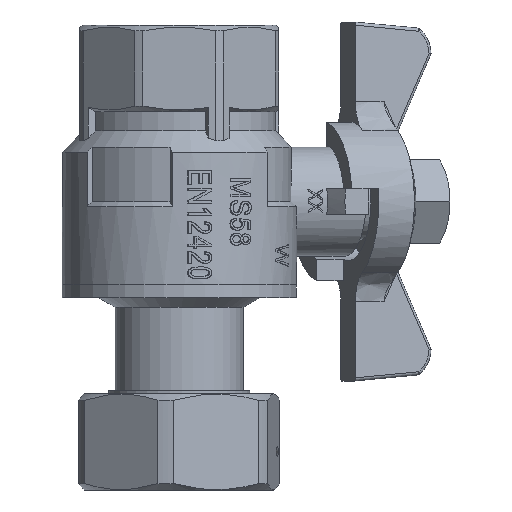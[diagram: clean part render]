
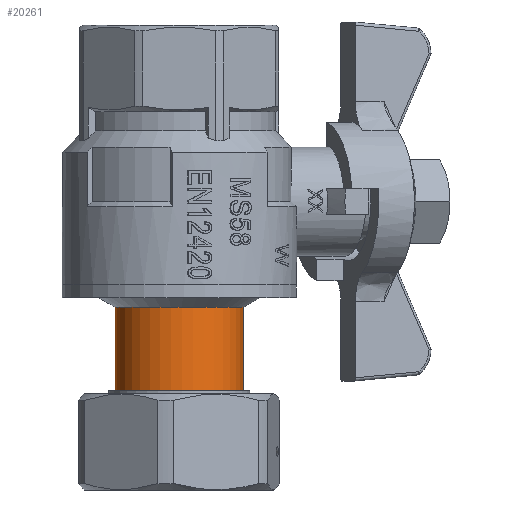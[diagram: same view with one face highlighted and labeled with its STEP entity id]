
A CAD part, left-side view. The second image highlights one B-rep face of the part: STEP entity #20261.
In plain terms, the highlighted cylindrical face has radius 10 mm (diameter 20 mm), a full revolution.
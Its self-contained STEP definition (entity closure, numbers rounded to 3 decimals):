
#1640=CYLINDRICAL_SURFACE('',#21971,10.);
#4490=ORIENTED_EDGE('',*,*,#10812,.T.);
#4491=ORIENTED_EDGE('',*,*,#10811,.F.);
#10811=EDGE_CURVE('',#16789,#16789,#13970,.T.);
#10812=EDGE_CURVE('',#16790,#16790,#13971,.F.);
#13970=CIRCLE('',#21970,10.);
#13971=CIRCLE('',#21972,10.);
#14411=EDGE_LOOP('',(#4490));
#14412=EDGE_LOOP('',(#4491));
#16789=VERTEX_POINT('',#32669);
#16790=VERTEX_POINT('',#32672);
#18954=FACE_BOUND('',#14411,.T.);
#18955=FACE_BOUND('',#14412,.T.);
#20261=ADVANCED_FACE('',(#18954,#18955),#1640,.T.);
#21970=AXIS2_PLACEMENT_3D('',#32668,#25123,#25124);
#21971=AXIS2_PLACEMENT_3D('',#32670,#25125,#25126);
#21972=AXIS2_PLACEMENT_3D('',#32671,#25127,#25128);
#25123=DIRECTION('',(0.,-1.,0.));
#25124=DIRECTION('',(0.,0.,-1.));
#25125=DIRECTION('',(0.,-1.,0.));
#25126=DIRECTION('',(0.,0.,-1.));
#25127=DIRECTION('',(0.,1.,0.));
#25128=DIRECTION('',(0.,0.,1.));
#32668=CARTESIAN_POINT('',(0.,6.5,0.));
#32669=CARTESIAN_POINT('',(0.,6.5,-10.));
#32670=CARTESIAN_POINT('',(0.,-60.,0.));
#32671=CARTESIAN_POINT('',(0.,19.5,0.));
#32672=CARTESIAN_POINT('',(0.,19.5,10.));
